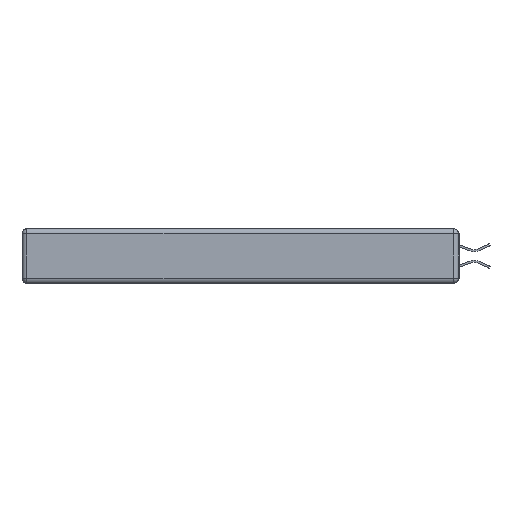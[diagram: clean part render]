
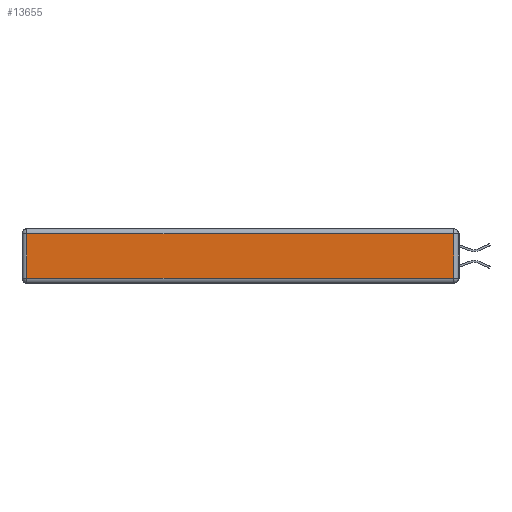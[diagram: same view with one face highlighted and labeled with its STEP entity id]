
A CAD part, left-side view. The second image highlights one B-rep face of the part: STEP entity #13655.
In plain terms, the highlighted planar face has unit normal (-1, 0, 0).
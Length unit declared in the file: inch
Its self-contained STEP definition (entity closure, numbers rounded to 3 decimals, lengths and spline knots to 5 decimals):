
#135 = CARTESIAN_POINT ( 'NONE',  ( 0., 0., -0.313 ) ) ;
#556 = DIRECTION ( 'NONE',  ( 0., 0., 1. ) ) ;
#605 = FACE_OUTER_BOUND ( 'NONE', #20714, .T. ) ;
#1391 = LINE ( 'NONE', #135, #11717 ) ;
#1871 = CARTESIAN_POINT ( 'NONE',  ( 0., 0.03, -0.313 ) ) ;
#4566 = CARTESIAN_POINT ( 'NONE',  ( 0., 0.03, -0.343 ) ) ;
#6124 = ORIENTED_EDGE ( 'NONE', *, *, #24260, .T. ) ;
#6283 = EDGE_CURVE ( 'NONE', #19788, #11925, #1391, .T. ) ;
#6994 = VECTOR ( 'NONE', #13510, 39.37008 ) ;
#8133 = ORIENTED_EDGE ( 'NONE', *, *, #21421, .T. ) ;
#8485 = PLANE ( 'NONE',  #19922 ) ;
#9537 = CARTESIAN_POINT ( 'NONE',  ( 0., 2.72, -0.313 ) ) ;
#9840 = LINE ( 'NONE', #4566, #21054 ) ;
#9966 = LINE ( 'NONE', #11606, #6994 ) ;
#11135 = VERTEX_POINT ( 'NONE', #24239 ) ;
#11606 = CARTESIAN_POINT ( 'NONE',  ( 0., 2.75, -0.03 ) ) ;
#11717 = VECTOR ( 'NONE', #18947, 39.37008 ) ;
#11925 = VERTEX_POINT ( 'NONE', #1871 ) ;
#13510 = DIRECTION ( 'NONE',  ( 0., 1., 0. ) ) ;
#13655 = ADVANCED_FACE ( 'NONE', ( #605 ), #8485, .T. ) ;
#15012 = CARTESIAN_POINT ( 'NONE',  ( 0., 0.03, -0.03 ) ) ;
#16057 = VECTOR ( 'NONE', #19000, 39.37008 ) ;
#16981 = EDGE_CURVE ( 'NONE', #11925, #22607, #9840, .T. ) ;
#17422 = ORIENTED_EDGE ( 'NONE', *, *, #6283, .T. ) ;
#18759 = CARTESIAN_POINT ( 'NONE',  ( 0., 2.72, -0.343 ) ) ;
#18947 = DIRECTION ( 'NONE',  ( 0., -1., 0. ) ) ;
#19000 = DIRECTION ( 'NONE',  ( 0., 0., -1. ) ) ;
#19313 = LINE ( 'NONE', #18759, #16057 ) ;
#19472 = DIRECTION ( 'NONE',  ( 0., 0., 1. ) ) ;
#19788 = VERTEX_POINT ( 'NONE', #9537 ) ;
#19922 = AXIS2_PLACEMENT_3D ( 'NONE', #21643, #21326, #19472 ) ;
#20406 = ORIENTED_EDGE ( 'NONE', *, *, #16981, .T. ) ;
#20714 = EDGE_LOOP ( 'NONE', ( #17422, #20406, #6124, #8133 ) ) ;
#21054 = VECTOR ( 'NONE', #556, 39.37008 ) ;
#21326 = DIRECTION ( 'NONE',  ( -1., 0., 0. ) ) ;
#21421 = EDGE_CURVE ( 'NONE', #11135, #19788, #19313, .T. ) ;
#21643 = CARTESIAN_POINT ( 'NONE',  ( 0., 0., -0.343 ) ) ;
#22607 = VERTEX_POINT ( 'NONE', #15012 ) ;
#24239 = CARTESIAN_POINT ( 'NONE',  ( 0., 2.72, -0.03 ) ) ;
#24260 = EDGE_CURVE ( 'NONE', #22607, #11135, #9966, .T. ) ;
